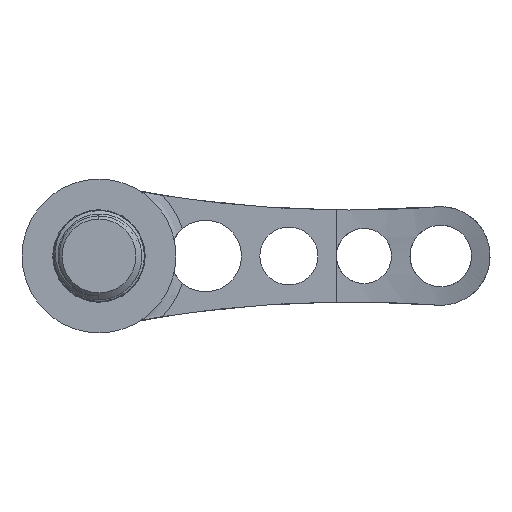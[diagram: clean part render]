
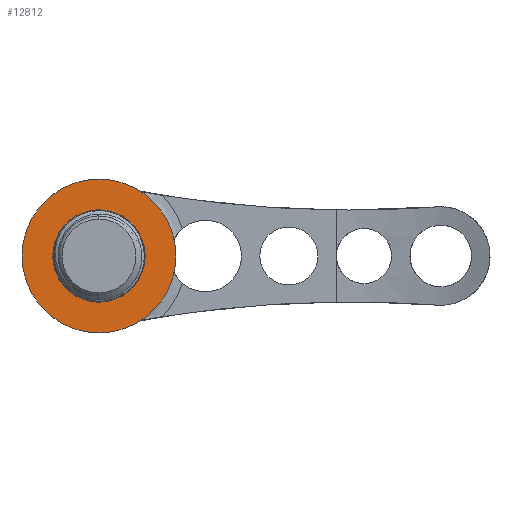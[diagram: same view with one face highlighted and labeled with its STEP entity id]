
A CAD part, left-side view. The second image highlights one B-rep face of the part: STEP entity #12812.
In plain terms, the highlighted planar face has unit normal (-1, 0, 0).
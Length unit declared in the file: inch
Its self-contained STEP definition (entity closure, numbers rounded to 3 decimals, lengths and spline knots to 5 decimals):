
#114 = DIRECTION ( 'NONE',  ( 0., 0., -1. ) ) ;
#537 = CARTESIAN_POINT ( 'NONE',  ( 5.31496, 0., 0.49213 ) ) ;
#619 = ORIENTED_EDGE ( 'NONE', *, *, #3055, .T. ) ;
#1063 = EDGE_LOOP ( 'NONE', ( #619, #2044 ) ) ;
#1090 = ORIENTED_EDGE ( 'NONE', *, *, #7072, .F. ) ;
#1093 = AXIS2_PLACEMENT_3D ( 'NONE', #5365, #4582, #9337 ) ;
#2044 = ORIENTED_EDGE ( 'NONE', *, *, #9895, .T. ) ;
#2678 = CARTESIAN_POINT ( 'NONE',  ( 5.31496, 0., 0. ) ) ;
#3055 = EDGE_CURVE ( 'NONE', #7994, #5747, #5250, .T. ) ;
#3161 = DIRECTION ( 'NONE',  ( 1., 0., 0. ) ) ;
#3316 = FACE_OUTER_BOUND ( 'NONE', #8947, .T. ) ;
#3357 = EDGE_CURVE ( 'NONE', #4786, #8100, #6497, .T. ) ;
#3948 = DIRECTION ( 'NONE',  ( 1., 0., 0. ) ) ;
#4012 = DIRECTION ( 'NONE',  ( 0., 0., -1. ) ) ;
#4340 = CIRCLE ( 'NONE', #11612, 0.29528 ) ;
#4582 = DIRECTION ( 'NONE',  ( 1., 0., 0. ) ) ;
#4627 = AXIS2_PLACEMENT_3D ( 'NONE', #6145, #3161, #114 ) ;
#4786 = VERTEX_POINT ( 'NONE', #537 ) ;
#4799 = CARTESIAN_POINT ( 'NONE',  ( 5.31496, 0., 0. ) ) ;
#5197 = DIRECTION ( 'NONE',  ( 0., 0., -1. ) ) ;
#5250 = CIRCLE ( 'NONE', #4627, 0.29528 ) ;
#5365 = CARTESIAN_POINT ( 'NONE',  ( 5.31496, 0., 0. ) ) ;
#5747 = VERTEX_POINT ( 'NONE', #6858 ) ;
#5750 = AXIS2_PLACEMENT_3D ( 'NONE', #2678, #6637, #6701 ) ;
#6145 = CARTESIAN_POINT ( 'NONE',  ( 5.31496, 0., 0. ) ) ;
#6497 = CIRCLE ( 'NONE', #1093, 0.49213 ) ;
#6637 = DIRECTION ( 'NONE',  ( 1., 0., 0. ) ) ;
#6701 = DIRECTION ( 'NONE',  ( 0., 0., -1. ) ) ;
#6858 = CARTESIAN_POINT ( 'NONE',  ( 5.31496, 0., -0.29528 ) ) ;
#7072 = EDGE_CURVE ( 'NONE', #8100, #4786, #11348, .T. ) ;
#7586 = CARTESIAN_POINT ( 'NONE',  ( 5.31496, 0., -0.49213 ) ) ;
#7994 = VERTEX_POINT ( 'NONE', #12143 ) ;
#8100 = VERTEX_POINT ( 'NONE', #7586 ) ;
#8947 = EDGE_LOOP ( 'NONE', ( #9122, #1090 ) ) ;
#9100 = PLANE ( 'NONE',  #10599 ) ;
#9122 = ORIENTED_EDGE ( 'NONE', *, *, #3357, .F. ) ;
#9292 = CARTESIAN_POINT ( 'NONE',  ( 5.31496, 0., 0. ) ) ;
#9337 = DIRECTION ( 'NONE',  ( 0., 0., -1. ) ) ;
#9895 = EDGE_CURVE ( 'NONE', #5747, #7994, #4340, .T. ) ;
#10072 = FACE_BOUND ( 'NONE', #1063, .T. ) ;
#10140 = DIRECTION ( 'NONE',  ( 1., 0., 0. ) ) ;
#10599 = AXIS2_PLACEMENT_3D ( 'NONE', #9292, #10140, #5197 ) ;
#11348 = CIRCLE ( 'NONE', #5750, 0.49213 ) ;
#11612 = AXIS2_PLACEMENT_3D ( 'NONE', #4799, #3948, #4012 ) ;
#12143 = CARTESIAN_POINT ( 'NONE',  ( 5.31496, 0., 0.29528 ) ) ;
#12812 = ADVANCED_FACE ( 'NONE', ( #10072, #3316 ), #9100, .F. ) ;
